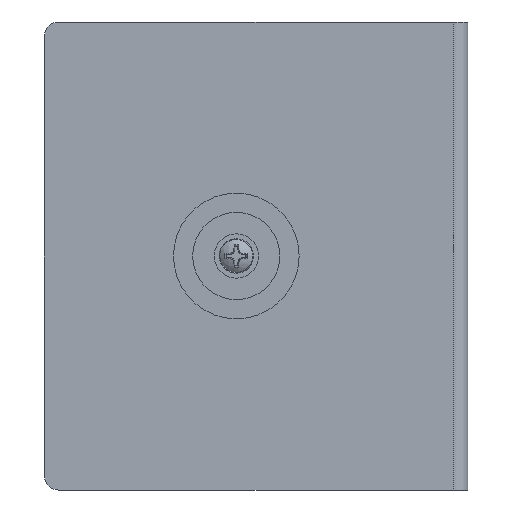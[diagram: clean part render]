
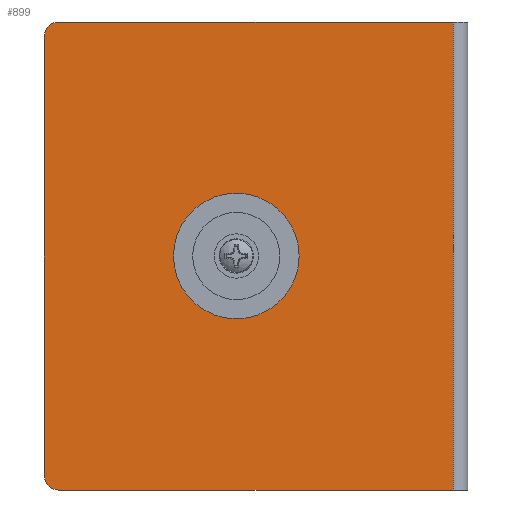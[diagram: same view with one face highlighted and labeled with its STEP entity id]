
A CAD part, left-side view. The second image highlights one B-rep face of the part: STEP entity #899.
In plain terms, the highlighted planar face has unit normal (-1, 0, 0).
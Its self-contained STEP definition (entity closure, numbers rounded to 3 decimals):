
#211=DIRECTION('',(0.,0.,1.));
#212=VECTOR('',#211,95.);
#213=CARTESIAN_POINT('',(0.,3.,-47.5));
#214=LINE('',#213,#212);
#294=CARTESIAN_POINT('',(0.,83.,44.5));
#295=DIRECTION('',(-1.,0.,0.));
#296=DIRECTION('',(0.,0.,1.));
#297=AXIS2_PLACEMENT_3D('',#294,#295,#296);
#299=CARTESIAN_POINT('',(0.,83.,-44.5));
#300=DIRECTION('',(-1.,0.,0.));
#301=DIRECTION('',(0.,1.,0.));
#302=AXIS2_PLACEMENT_3D('',#299,#300,#301);
#304=DIRECTION('',(0.,0.,1.));
#305=VECTOR('',#304,89.);
#306=CARTESIAN_POINT('',(0.,86.,-44.5));
#307=LINE('',#306,#305);
#308=CARTESIAN_POINT('',(0.,47.,0.));
#309=DIRECTION('',(-1.,0.,0.));
#310=DIRECTION('',(0.,1.,0.));
#311=AXIS2_PLACEMENT_3D('',#308,#309,#310);
#313=CARTESIAN_POINT('',(0.,47.,0.));
#314=DIRECTION('',(-1.,0.,0.));
#315=DIRECTION('',(0.,-1.,0.));
#316=AXIS2_PLACEMENT_3D('',#313,#314,#315);
#326=DIRECTION('',(0.,-1.,0.));
#327=VECTOR('',#326,80.);
#328=CARTESIAN_POINT('',(0.,83.,47.5));
#329=LINE('',#328,#327);
#334=DIRECTION('',(0.,-1.,0.));
#335=VECTOR('',#334,80.);
#336=CARTESIAN_POINT('',(0.,83.,-47.5));
#337=LINE('',#336,#335);
#366=CARTESIAN_POINT('',(0.,3.,-47.5));
#367=CARTESIAN_POINT('',(0.,3.,47.5));
#368=VERTEX_POINT('',#366);
#369=VERTEX_POINT('',#367);
#422=CARTESIAN_POINT('',(0.,83.,47.5));
#423=CARTESIAN_POINT('',(0.,86.,44.5));
#424=VERTEX_POINT('',#422);
#425=VERTEX_POINT('',#423);
#430=CARTESIAN_POINT('',(0.,86.,-44.5));
#431=CARTESIAN_POINT('',(0.,83.,-47.5));
#432=VERTEX_POINT('',#430);
#433=VERTEX_POINT('',#431);
#438=CARTESIAN_POINT('',(0.,49.6,0.));
#439=CARTESIAN_POINT('',(0.,44.4,0.));
#440=VERTEX_POINT('',#438);
#441=VERTEX_POINT('',#439);
#876=CARTESIAN_POINT('',(0.,86.,-47.5));
#877=DIRECTION('',(-1.,0.,0.));
#878=DIRECTION('',(0.,-1.,0.));
#879=AXIS2_PLACEMENT_3D('',#876,#877,#878);
#880=PLANE('',#879);
#881=ORIENTED_EDGE('',*,*,#866,.F.);
#883=ORIENTED_EDGE('',*,*,#882,.T.);
#884=ORIENTED_EDGE('',*,*,#764,.F.);
#886=ORIENTED_EDGE('',*,*,#885,.F.);
#888=ORIENTED_EDGE('',*,*,#887,.F.);
#890=ORIENTED_EDGE('',*,*,#889,.T.);
#891=EDGE_LOOP('',(#881,#883,#884,#886,#888,#890));
#892=FACE_OUTER_BOUND('',#891,.F.);
#894=ORIENTED_EDGE('',*,*,#893,.T.);
#896=ORIENTED_EDGE('',*,*,#895,.T.);
#897=EDGE_LOOP('',(#894,#896));
#898=FACE_BOUND('',#897,.F.);
#298=CIRCLE('',#297,3.);
#303=CIRCLE('',#302,3.);
#312=CIRCLE('',#311,2.6);
#317=CIRCLE('',#316,2.6);
#764=EDGE_CURVE('',#368,#369,#214,.T.);
#866=EDGE_CURVE('',#424,#425,#298,.T.);
#882=EDGE_CURVE('',#424,#369,#329,.T.);
#885=EDGE_CURVE('',#433,#368,#337,.T.);
#887=EDGE_CURVE('',#432,#433,#303,.T.);
#889=EDGE_CURVE('',#432,#425,#307,.T.);
#893=EDGE_CURVE('',#440,#441,#312,.T.);
#895=EDGE_CURVE('',#441,#440,#317,.T.);
#899=ADVANCED_FACE('',(#892,#898),#880,.T.);
